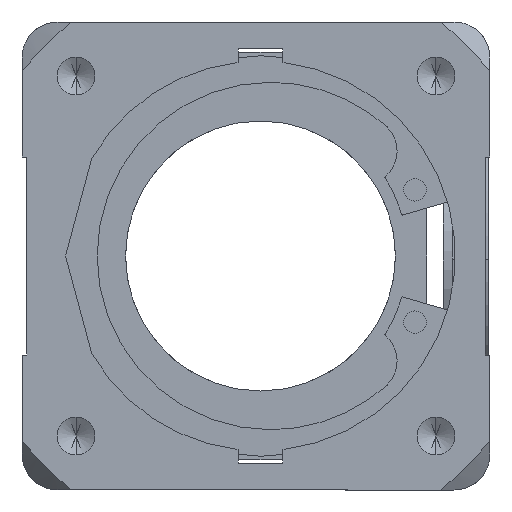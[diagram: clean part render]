
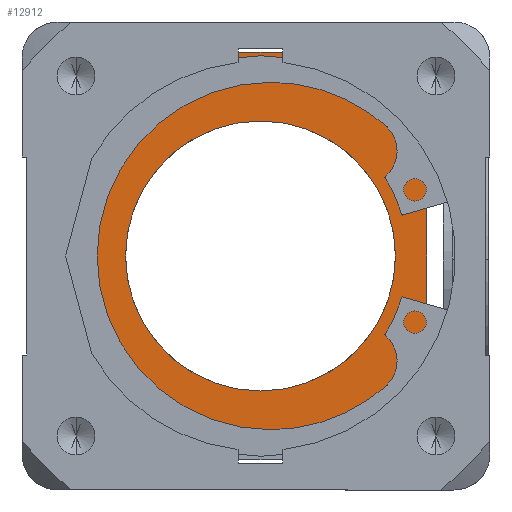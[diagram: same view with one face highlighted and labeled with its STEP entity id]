
A CAD part, left-side view. The second image highlights one B-rep face of the part: STEP entity #12912.
In plain terms, the highlighted planar face has unit normal (-1, 0, 0).
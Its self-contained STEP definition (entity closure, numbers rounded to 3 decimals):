
#3 = EDGE_CURVE ( 'NONE', #6860, #401, #7905, .T. ) ;
#149 = CARTESIAN_POINT ( 'NONE',  ( -38., 1.9, 22.666 ) ) ;
#401 = VERTEX_POINT ( 'NONE', #10021 ) ;
#415 = EDGE_LOOP ( 'NONE', ( #4905, #8397, #9634, #8517, #1251, #6997, #7544, #9025, #1818, #7838, #9445, #1147, #8374 ) ) ;
#582 = EDGE_CURVE ( 'NONE', #12000, #10608, #3226, .T. ) ;
#754 = CARTESIAN_POINT ( 'NONE',  ( -38., -0.5, 15. ) ) ;
#918 = DIRECTION ( 'NONE',  ( 1., 0., 0. ) ) ;
#1105 = DIRECTION ( 'NONE',  ( 0., 0., 1. ) ) ;
#1120 = DIRECTION ( 'NONE',  ( 1., 0., 0. ) ) ;
#1147 = ORIENTED_EDGE ( 'NONE', *, *, #8382, .F. ) ;
#1217 = VERTEX_POINT ( 'NONE', #7350 ) ;
#1251 = ORIENTED_EDGE ( 'NONE', *, *, #9697, .F. ) ;
#1580 = AXIS2_PLACEMENT_3D ( 'NONE', #11672, #918, #12856 ) ;
#1619 = DIRECTION ( 'NONE',  ( 0., 0., 1. ) ) ;
#1635 = EDGE_CURVE ( 'NONE', #1217, #12000, #4205, .T. ) ;
#1650 = VERTEX_POINT ( 'NONE', #7313 ) ;
#1730 = DIRECTION ( 'NONE',  ( 1., 0., 0. ) ) ;
#1818 = ORIENTED_EDGE ( 'NONE', *, *, #582, .F. ) ;
#1911 = AXIS2_PLACEMENT_3D ( 'NONE', #7748, #8589, #10705 ) ;
#1915 = DIRECTION ( 'NONE',  ( 0., -1., 0. ) ) ;
#1993 = DIRECTION ( 'NONE',  ( -1., 0., 0. ) ) ;
#1995 = DIRECTION ( 'NONE',  ( 0., 0., -1. ) ) ;
#2063 = CARTESIAN_POINT ( 'NONE',  ( -38., -19., -8.485 ) ) ;
#2132 = DIRECTION ( 'NONE',  ( 0., 0., 1. ) ) ;
#2142 = ORIENTED_EDGE ( 'NONE', *, *, #9156, .T. ) ;
#2394 = VERTEX_POINT ( 'NONE', #3355 ) ;
#2797 = CARTESIAN_POINT ( 'NONE',  ( -38., -17.222, 13.514 ) ) ;
#2837 = VERTEX_POINT ( 'NONE', #10692 ) ;
#2862 = DIRECTION ( 'NONE',  ( 1., 0., 0. ) ) ;
#2915 = LINE ( 'NONE', #6953, #3966 ) ;
#2957 = CIRCLE ( 'NONE', #5916, 15. ) ;
#2967 = CIRCLE ( 'NONE', #4870, 21.5 ) ;
#3001 = PLANE ( 'NONE',  #6600 ) ;
#3043 = VECTOR ( 'NONE', #9153, 1000. ) ;
#3090 = LINE ( 'NONE', #13037, #6783 ) ;
#3134 = DIRECTION ( 'NONE',  ( 0., 0., 1. ) ) ;
#3142 = CARTESIAN_POINT ( 'NONE',  ( -38., 18., -8.485 ) ) ;
#3226 = CIRCLE ( 'NONE', #5538, 8. ) ;
#3355 = CARTESIAN_POINT ( 'NONE',  ( -38., -2.9, 22.666 ) ) ;
#3567 = DIRECTION ( 'NONE',  ( 0., 0., 1. ) ) ;
#3646 = DIRECTION ( 'NONE',  ( 0., 0., 1. ) ) ;
#3773 = DIRECTION ( 'NONE',  ( 0., 0., 1. ) ) ;
#3960 = VECTOR ( 'NONE', #1995, 1000. ) ;
#3966 = VECTOR ( 'NONE', #1915, 1000. ) ;
#4150 = CARTESIAN_POINT ( 'NONE',  ( -38., -0.5, 0. ) ) ;
#4205 = LINE ( 'NONE', #3142, #3043 ) ;
#4244 = EDGE_CURVE ( 'NONE', #11967, #2394, #2915, .T. ) ;
#4248 = CIRCLE ( 'NONE', #1911, 8. ) ;
#4261 = LINE ( 'NONE', #149, #6323 ) ;
#4556 = AXIS2_PLACEMENT_3D ( 'NONE', #4758, #9664, #11541 ) ;
#4586 = EDGE_CURVE ( 'NONE', #11795, #1217, #7538, .T. ) ;
#4718 = EDGE_CURVE ( 'NONE', #10608, #2837, #11495, .T. ) ;
#4758 = CARTESIAN_POINT ( 'NONE',  ( -38., 10., -8.485 ) ) ;
#4843 = AXIS2_PLACEMENT_3D ( 'NONE', #4150, #12053, #1105 ) ;
#4870 = AXIS2_PLACEMENT_3D ( 'NONE', #9143, #2862, #3134 ) ;
#4905 = ORIENTED_EDGE ( 'NONE', *, *, #5171, .F. ) ;
#5044 = FACE_OUTER_BOUND ( 'NONE', #415, .T. ) ;
#5068 = AXIS2_PLACEMENT_3D ( 'NONE', #7726, #11729, #3773 ) ;
#5171 = EDGE_CURVE ( 'NONE', #8921, #1650, #4248, .T. ) ;
#5285 = CARTESIAN_POINT ( 'NONE',  ( -38., -0.5, 0. ) ) ;
#5538 = AXIS2_PLACEMENT_3D ( 'NONE', #12871, #1730, #8917 ) ;
#5699 = CIRCLE ( 'NONE', #5068, 21.5 ) ;
#5823 = AXIS2_PLACEMENT_3D ( 'NONE', #7720, #10673, #3646 ) ;
#5916 = AXIS2_PLACEMENT_3D ( 'NONE', #7874, #7576, #1619 ) ;
#6255 = EDGE_LOOP ( 'NONE', ( #2142, #10410 ) ) ;
#6323 = VECTOR ( 'NONE', #2132, 1000. ) ;
#6600 = AXIS2_PLACEMENT_3D ( 'NONE', #7038, #1993, #9135 ) ;
#6783 = VECTOR ( 'NONE', #9921, 1000. ) ;
#6860 = VERTEX_POINT ( 'NONE', #2797 ) ;
#6878 = EDGE_CURVE ( 'NONE', #401, #8921, #7040, .T. ) ;
#6953 = CARTESIAN_POINT ( 'NONE',  ( -38., -2.9, 22.666 ) ) ;
#6977 = CARTESIAN_POINT ( 'NONE',  ( -38., -2.9, 21.366 ) ) ;
#6980 = VERTEX_POINT ( 'NONE', #12660 ) ;
#6997 = ORIENTED_EDGE ( 'NONE', *, *, #4244, .F. ) ;
#7038 = CARTESIAN_POINT ( 'NONE',  ( -38., -11., -8.485 ) ) ;
#7040 = LINE ( 'NONE', #2063, #3960 ) ;
#7100 = FACE_BOUND ( 'NONE', #6255, .T. ) ;
#7313 = CARTESIAN_POINT ( 'NONE',  ( -38., -17.222, -13.514 ) ) ;
#7350 = CARTESIAN_POINT ( 'NONE',  ( -38., 18., -8.485 ) ) ;
#7486 = VERTEX_POINT ( 'NONE', #6977 ) ;
#7538 = CIRCLE ( 'NONE', #4556, 8. ) ;
#7544 = ORIENTED_EDGE ( 'NONE', *, *, #7684, .F. ) ;
#7576 = DIRECTION ( 'NONE',  ( 1., 0., 0. ) ) ;
#7684 = EDGE_CURVE ( 'NONE', #2837, #11967, #4261, .T. ) ;
#7714 = CARTESIAN_POINT ( 'NONE',  ( -38., 16.222, 13.514 ) ) ;
#7720 = CARTESIAN_POINT ( 'NONE',  ( -38., -0.5, 0. ) ) ;
#7726 = CARTESIAN_POINT ( 'NONE',  ( -38., -0.5, 0. ) ) ;
#7748 = CARTESIAN_POINT ( 'NONE',  ( -38., -11., -8.485 ) ) ;
#7801 = CIRCLE ( 'NONE', #4843, 21.5 ) ;
#7838 = ORIENTED_EDGE ( 'NONE', *, *, #1635, .F. ) ;
#7874 = CARTESIAN_POINT ( 'NONE',  ( -38., -0.5, 0. ) ) ;
#7905 = CIRCLE ( 'NONE', #1580, 8. ) ;
#8277 = VERTEX_POINT ( 'NONE', #754 ) ;
#8374 = ORIENTED_EDGE ( 'NONE', *, *, #10508, .F. ) ;
#8382 = EDGE_CURVE ( 'NONE', #6980, #11795, #2967, .T. ) ;
#8397 = ORIENTED_EDGE ( 'NONE', *, *, #6878, .F. ) ;
#8517 = ORIENTED_EDGE ( 'NONE', *, *, #8875, .F. ) ;
#8589 = DIRECTION ( 'NONE',  ( 1., 0., 0. ) ) ;
#8875 = EDGE_CURVE ( 'NONE', #7486, #6860, #5699, .T. ) ;
#8917 = DIRECTION ( 'NONE',  ( 0., 0., 1. ) ) ;
#8921 = VERTEX_POINT ( 'NONE', #12848 ) ;
#9025 = ORIENTED_EDGE ( 'NONE', *, *, #4718, .F. ) ;
#9135 = DIRECTION ( 'NONE',  ( 0., 0., -1. ) ) ;
#9143 = CARTESIAN_POINT ( 'NONE',  ( -38., -0.5, 0. ) ) ;
#9153 = DIRECTION ( 'NONE',  ( 0., 0., 1. ) ) ;
#9156 = EDGE_CURVE ( 'NONE', #12765, #8277, #2957, .T. ) ;
#9445 = ORIENTED_EDGE ( 'NONE', *, *, #4586, .F. ) ;
#9634 = ORIENTED_EDGE ( 'NONE', *, *, #3, .F. ) ;
#9664 = DIRECTION ( 'NONE',  ( 1., 0., 0. ) ) ;
#9697 = EDGE_CURVE ( 'NONE', #2394, #7486, #3090, .T. ) ;
#9921 = DIRECTION ( 'NONE',  ( 0., 0., -1. ) ) ;
#9985 = AXIS2_PLACEMENT_3D ( 'NONE', #5285, #1120, #3567 ) ;
#10021 = CARTESIAN_POINT ( 'NONE',  ( -38., -19., 8.485 ) ) ;
#10410 = ORIENTED_EDGE ( 'NONE', *, *, #12423, .T. ) ;
#10508 = EDGE_CURVE ( 'NONE', #1650, #6980, #7801, .T. ) ;
#10608 = VERTEX_POINT ( 'NONE', #7714 ) ;
#10673 = DIRECTION ( 'NONE',  ( 1., 0., 0. ) ) ;
#10692 = CARTESIAN_POINT ( 'NONE',  ( -38., 1.9, 21.366 ) ) ;
#10705 = DIRECTION ( 'NONE',  ( 0., 0., -1. ) ) ;
#11441 = CARTESIAN_POINT ( 'NONE',  ( -38., 1.9, 22.666 ) ) ;
#11495 = CIRCLE ( 'NONE', #5823, 21.5 ) ;
#11501 = CARTESIAN_POINT ( 'NONE',  ( -38., 18., 8.485 ) ) ;
#11541 = DIRECTION ( 'NONE',  ( 0., 0., -1. ) ) ;
#11672 = CARTESIAN_POINT ( 'NONE',  ( -38., -11., 8.485 ) ) ;
#11729 = DIRECTION ( 'NONE',  ( 1., 0., 0. ) ) ;
#11795 = VERTEX_POINT ( 'NONE', #11971 ) ;
#11967 = VERTEX_POINT ( 'NONE', #11441 ) ;
#11971 = CARTESIAN_POINT ( 'NONE',  ( -38., 16.222, -13.514 ) ) ;
#12000 = VERTEX_POINT ( 'NONE', #11501 ) ;
#12053 = DIRECTION ( 'NONE',  ( 1., 0., 0. ) ) ;
#12423 = EDGE_CURVE ( 'NONE', #8277, #12765, #12880, .T. ) ;
#12440 = CARTESIAN_POINT ( 'NONE',  ( -38., -0.5, -15. ) ) ;
#12660 = CARTESIAN_POINT ( 'NONE',  ( -38., -0.5, -21.5 ) ) ;
#12765 = VERTEX_POINT ( 'NONE', #12440 ) ;
#12848 = CARTESIAN_POINT ( 'NONE',  ( -38., -19., -8.485 ) ) ;
#12856 = DIRECTION ( 'NONE',  ( 0., 0., -1. ) ) ;
#12871 = CARTESIAN_POINT ( 'NONE',  ( -38., 10., 8.485 ) ) ;
#12880 = CIRCLE ( 'NONE', #9985, 15. ) ;
#12912 = ADVANCED_FACE ( 'NONE', ( #5044, #7100 ), #3001, .T. ) ;
#13037 = CARTESIAN_POINT ( 'NONE',  ( -38., -2.9, 21.366 ) ) ;
